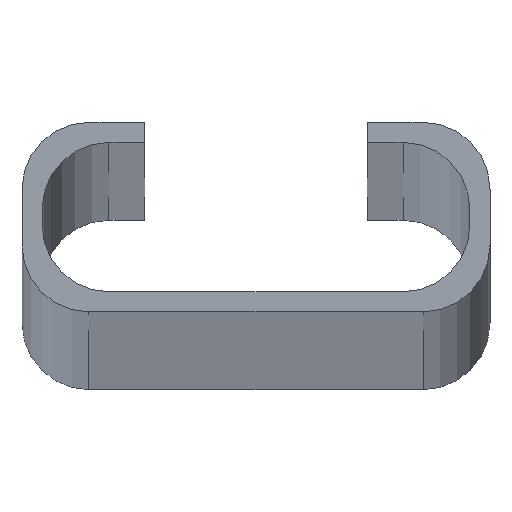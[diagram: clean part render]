
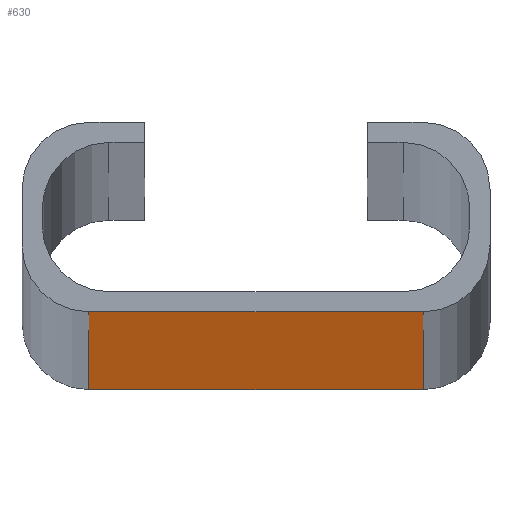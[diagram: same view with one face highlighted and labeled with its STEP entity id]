
A CAD part, top view. The second image highlights one B-rep face of the part: STEP entity #630.
In plain terms, the highlighted planar face has unit normal (0, -1, 0).
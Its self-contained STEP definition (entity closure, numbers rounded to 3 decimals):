
#3 = CARTESIAN_POINT ( 'NONE',  ( 3., 0., -2000. ) ) ;
#34 = LINE ( 'NONE', #718, #544 ) ;
#90 = EDGE_LOOP ( 'NONE', ( #521, #667, #580, #227 ) ) ;
#94 = EDGE_CURVE ( 'NONE', #582, #468, #196, .T. ) ;
#105 = DIRECTION ( 'NONE',  ( 0., 0., -1. ) ) ;
#139 = DIRECTION ( 'NONE',  ( 1., 0., 0. ) ) ;
#168 = DIRECTION ( 'NONE',  ( 0., 0., 1. ) ) ;
#172 = CARTESIAN_POINT ( 'NONE',  ( 18., 0., -2000. ) ) ;
#178 = DIRECTION ( 'NONE',  ( 0., -1., 0. ) ) ;
#179 = EDGE_CURVE ( 'NONE', #485, #582, #34, .T. ) ;
#196 = LINE ( 'NONE', #590, #697 ) ;
#227 = ORIENTED_EDGE ( 'NONE', *, *, #555, .T. ) ;
#244 = AXIS2_PLACEMENT_3D ( 'NONE', #3, #178, #105 ) ;
#264 = VERTEX_POINT ( 'NONE', #172 ) ;
#280 = LINE ( 'NONE', #435, #659 ) ;
#334 = CARTESIAN_POINT ( 'NONE',  ( 3., 0., -2000. ) ) ;
#337 = LINE ( 'NONE', #334, #566 ) ;
#355 = CARTESIAN_POINT ( 'NONE',  ( 3., 0., 0. ) ) ;
#394 = CARTESIAN_POINT ( 'NONE',  ( 18., 0., 0. ) ) ;
#435 = CARTESIAN_POINT ( 'NONE',  ( 18., 0., -2000. ) ) ;
#457 = FACE_OUTER_BOUND ( 'NONE', #90, .T. ) ;
#468 = VERTEX_POINT ( 'NONE', #394 ) ;
#485 = VERTEX_POINT ( 'NONE', #619 ) ;
#502 = DIRECTION ( 'NONE',  ( 0., 0., 1. ) ) ;
#521 = ORIENTED_EDGE ( 'NONE', *, *, #94, .F. ) ;
#527 = EDGE_CURVE ( 'NONE', #485, #264, #337, .T. ) ;
#544 = VECTOR ( 'NONE', #168, 1000. ) ;
#555 = EDGE_CURVE ( 'NONE', #264, #468, #280, .T. ) ;
#563 = DIRECTION ( 'NONE',  ( 1., 0., 0. ) ) ;
#566 = VECTOR ( 'NONE', #563, 1000. ) ;
#580 = ORIENTED_EDGE ( 'NONE', *, *, #527, .T. ) ;
#582 = VERTEX_POINT ( 'NONE', #355 ) ;
#590 = CARTESIAN_POINT ( 'NONE',  ( 3., 0., 0. ) ) ;
#619 = CARTESIAN_POINT ( 'NONE',  ( 3., 0., -2000. ) ) ;
#630 = ADVANCED_FACE ( 'NONE', ( #457 ), #689, .T. ) ;
#659 = VECTOR ( 'NONE', #502, 1000. ) ;
#667 = ORIENTED_EDGE ( 'NONE', *, *, #179, .F. ) ;
#689 = PLANE ( 'NONE',  #244 ) ;
#697 = VECTOR ( 'NONE', #139, 1000. ) ;
#718 = CARTESIAN_POINT ( 'NONE',  ( 3., 0., -2000. ) ) ;
